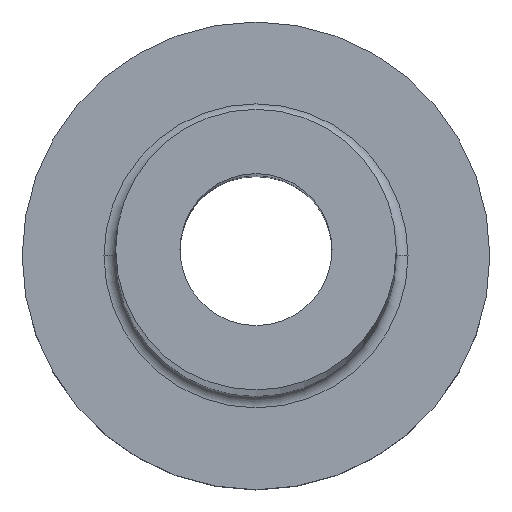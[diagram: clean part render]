
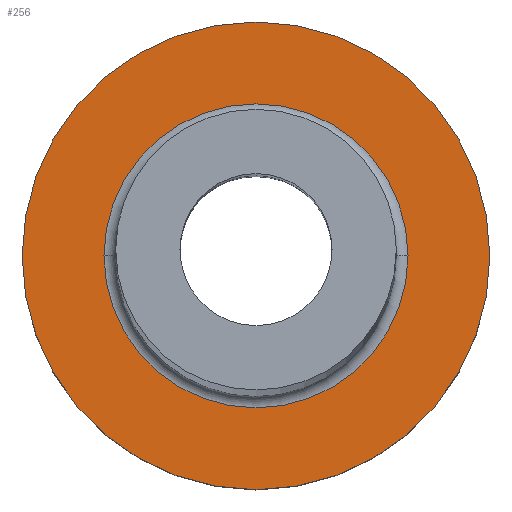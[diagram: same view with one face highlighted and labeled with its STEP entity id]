
A CAD part, top view. The second image highlights one B-rep face of the part: STEP entity #256.
In plain terms, the highlighted planar face has unit normal (0, 0, 1).
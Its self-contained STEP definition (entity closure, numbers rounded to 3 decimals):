
#3 = AXIS2_PLACEMENT_3D ( 'NONE', #337, #227, #298 ) ;
#12 = VERTEX_POINT ( 'NONE', #22 ) ;
#15 = CIRCLE ( 'NONE', #274, 6.5 ) ;
#22 = CARTESIAN_POINT ( 'NONE',  ( 10., 0., 7. ) ) ;
#24 = CIRCLE ( 'NONE', #285, 10. ) ;
#32 = CARTESIAN_POINT ( 'NONE',  ( 0., 0., 7. ) ) ;
#71 = EDGE_CURVE ( 'NONE', #362, #410, #249, .T. ) ;
#82 = ORIENTED_EDGE ( 'NONE', *, *, #108, .T. ) ;
#92 = EDGE_LOOP ( 'NONE', ( #363, #136 ) ) ;
#98 = EDGE_CURVE ( 'NONE', #309, #12, #366, .T. ) ;
#108 = EDGE_CURVE ( 'NONE', #12, #309, #24, .T. ) ;
#127 = EDGE_LOOP ( 'NONE', ( #333, #82 ) ) ;
#136 = ORIENTED_EDGE ( 'NONE', *, *, #71, .T. ) ;
#138 = CARTESIAN_POINT ( 'NONE',  ( 0., 0., 7. ) ) ;
#152 = FACE_OUTER_BOUND ( 'NONE', #127, .T. ) ;
#155 = DIRECTION ( 'NONE',  ( 1., 0., 0. ) ) ;
#163 = AXIS2_PLACEMENT_3D ( 'NONE', #32, #346, #198 ) ;
#171 = DIRECTION ( 'NONE',  ( 1., 0., 0. ) ) ;
#179 = FACE_BOUND ( 'NONE', #92, .T. ) ;
#198 = DIRECTION ( 'NONE',  ( 1., 0., 0. ) ) ;
#202 = CARTESIAN_POINT ( 'NONE',  ( -10., 0., 7. ) ) ;
#208 = DIRECTION ( 'NONE',  ( 0., 0., 1. ) ) ;
#227 = DIRECTION ( 'NONE',  ( 0., 0., 1. ) ) ;
#249 = CIRCLE ( 'NONE', #308, 6.5 ) ;
#256 = ADVANCED_FACE ( 'NONE', ( #179, #152 ), #296, .T. ) ;
#261 = EDGE_CURVE ( 'NONE', #410, #362, #15, .T. ) ;
#262 = CARTESIAN_POINT ( 'NONE',  ( 0., 0., 7. ) ) ;
#274 = AXIS2_PLACEMENT_3D ( 'NONE', #262, #440, #155 ) ;
#276 = CARTESIAN_POINT ( 'NONE',  ( 0., 0., 7. ) ) ;
#285 = AXIS2_PLACEMENT_3D ( 'NONE', #276, #208, #319 ) ;
#296 = PLANE ( 'NONE',  #3 ) ;
#298 = DIRECTION ( 'NONE',  ( 1., 0., 0. ) ) ;
#306 = DIRECTION ( 'NONE',  ( 0., 0., -1. ) ) ;
#308 = AXIS2_PLACEMENT_3D ( 'NONE', #138, #306, #171 ) ;
#309 = VERTEX_POINT ( 'NONE', #202 ) ;
#319 = DIRECTION ( 'NONE',  ( 1., 0., 0. ) ) ;
#333 = ORIENTED_EDGE ( 'NONE', *, *, #98, .T. ) ;
#337 = CARTESIAN_POINT ( 'NONE',  ( 0., 0., 7. ) ) ;
#346 = DIRECTION ( 'NONE',  ( 0., 0., 1. ) ) ;
#362 = VERTEX_POINT ( 'NONE', #372 ) ;
#363 = ORIENTED_EDGE ( 'NONE', *, *, #261, .T. ) ;
#366 = CIRCLE ( 'NONE', #163, 10. ) ;
#372 = CARTESIAN_POINT ( 'NONE',  ( -6.5, 0., 7. ) ) ;
#382 = CARTESIAN_POINT ( 'NONE',  ( 6.5, 0., 7. ) ) ;
#410 = VERTEX_POINT ( 'NONE', #382 ) ;
#440 = DIRECTION ( 'NONE',  ( 0., 0., -1. ) ) ;
